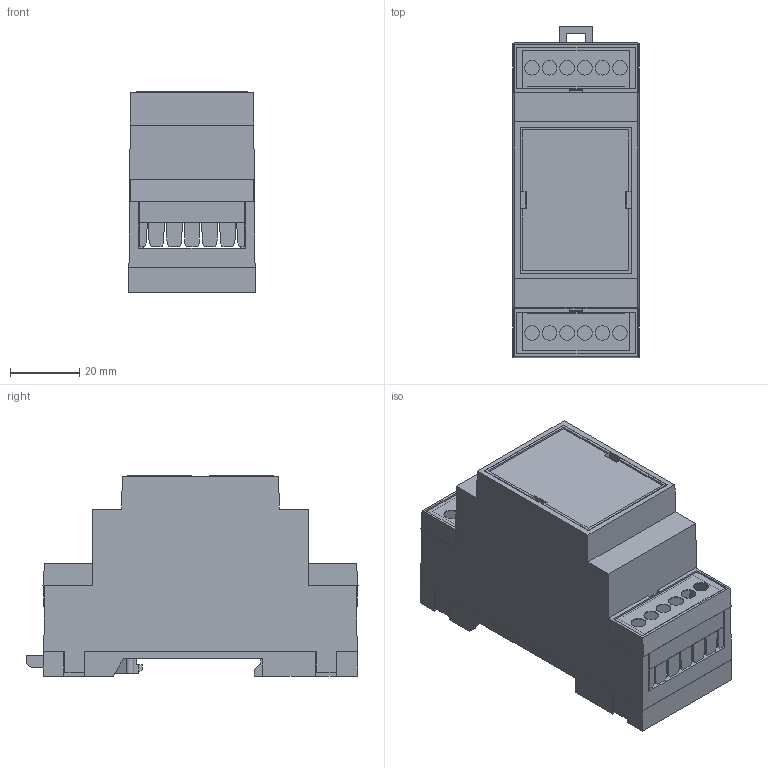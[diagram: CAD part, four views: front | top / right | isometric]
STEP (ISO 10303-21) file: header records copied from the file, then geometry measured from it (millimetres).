
FILE_DESCRIPTION(/* description */ ('Unknown'),/* implementation_level */ '2;1');
FILE_NAME(/* name */ 'Gainta_D2MG',/* time_stamp */ '2017-05-31T18:00:24+03:00',/* author */ ('Unknown'),/* organization */ ('Unknown'),/* preprocessor_version */ 'ST-DEVELOPER v16.7',/* originating_system */ 'DEX',/* authorisation */ $);
FILE_SCHEMA (('AUTOMOTIVE_DESIGN {1 0 10303 214 3 1 1}'));
Length unit declared in the file: millimetre
Products named in the file (8): Gainta_D2MG; GAINTA_D2MG-BODY_0; PCB-D2; D2MG_COVER_Rojo_0; D2MG_GUARD_0_0; D2MG_GUARD_0; D2MG_WALL_CLIP_0; GAINTA_D2MG_BASE_0
Assembly tree (7 placements, depth 2):
  Gainta_D2MG
    GAINTA_D2MG-BODY_0
    PCB-D2
    D2MG_COVER_Rojo_0
    D2MG_GUARD_0_0
    D2MG_GUARD_0
    D2MG_WALL_CLIP_0
    GAINTA_D2MG_BASE_0
Bounding box: 36.4 x 95.59 x 57.73 mm (x, y, z)
Volume: 38792.6 mm3; surface area: 50924.5 mm2
Topology: 7 solids, 7 shells, 481 faces, 1404 edges, 937 vertices
Faces by surface type: plane 433, cylinder 31, cone 8, bspline 8, torus 1
Full cylindrical faces by diameter (mm): 1.5 x4, 4.2 x12
Entity records: 17776 total; most frequent: CARTESIAN_POINT 3224, ORIENTED_EDGE 2718, DIRECTION 2374, EDGE_CURVE 1359, LINE 1244, VECTOR 1244, VERTEX_POINT 916, AXIS2_PLACEMENT_3D 565
